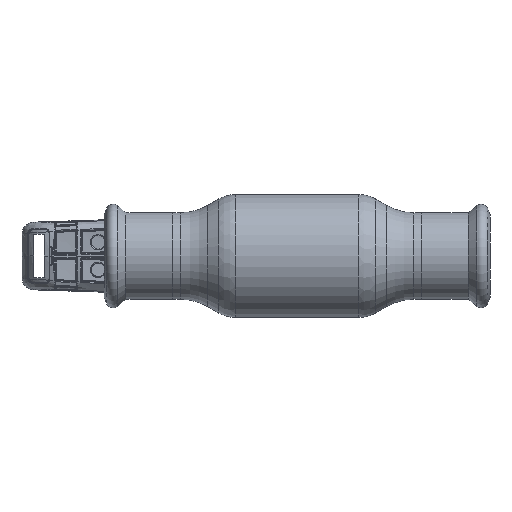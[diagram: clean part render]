
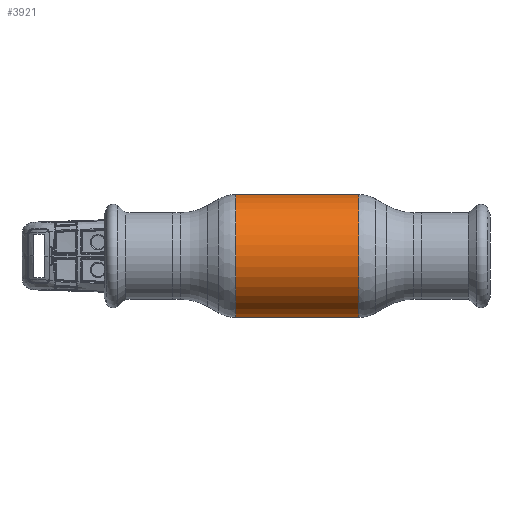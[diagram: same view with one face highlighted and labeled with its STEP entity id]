
A CAD part, front view. The second image highlights one B-rep face of the part: STEP entity #3921.
In plain terms, the highlighted cylindrical face has radius 22.25 mm (diameter 44.5 mm), a partial arc.
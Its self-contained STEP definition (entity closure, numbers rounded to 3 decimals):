
#490 = AXIS2_PLACEMENT_3D ( 'NONE', #54325, #24926, #44685 ) ;
#722 = CARTESIAN_POINT ( 'NONE',  ( 22.285, 0., -22.25 ) ) ;
#2069 = VERTEX_POINT ( 'NONE', #16615 ) ;
#3921 = ADVANCED_FACE ( 'NONE', ( #39520 ), #38732, .T. ) ;
#5530 = ORIENTED_EDGE ( 'NONE', *, *, #40190, .F. ) ;
#7461 = CARTESIAN_POINT ( 'NONE',  ( -22.285, 0., 22.25 ) ) ;
#9154 = DIRECTION ( 'NONE',  ( 0., 0., 1. ) ) ;
#12050 = EDGE_CURVE ( 'NONE', #44019, #46661, #40117, .T. ) ;
#13699 = CARTESIAN_POINT ( 'NONE',  ( -62.69, 0., 0. ) ) ;
#16615 = CARTESIAN_POINT ( 'NONE',  ( 22.285, 0., 22.25 ) ) ;
#24926 = DIRECTION ( 'NONE',  ( -1., 0., 0. ) ) ;
#27886 = CIRCLE ( 'NONE', #490, 22.25 ) ;
#30287 = ORIENTED_EDGE ( 'NONE', *, *, #12050, .F. ) ;
#31717 = AXIS2_PLACEMENT_3D ( 'NONE', #13699, #43542, #9154 ) ;
#32171 = EDGE_CURVE ( 'NONE', #2069, #56824, #34328, .T. ) ;
#33255 = ORIENTED_EDGE ( 'NONE', *, *, #45265, .T. ) ;
#34328 = LINE ( 'NONE', #48622, #55839 ) ;
#37065 = DIRECTION ( 'NONE',  ( -1., 0., 0. ) ) ;
#38732 = CYLINDRICAL_SURFACE ( 'NONE', #31717, 22.25 ) ;
#39264 = DIRECTION ( 'NONE',  ( -1., 0., 0. ) ) ;
#39520 = FACE_OUTER_BOUND ( 'NONE', #45624, .T. ) ;
#40117 = LINE ( 'NONE', #51900, #50921 ) ;
#40190 = EDGE_CURVE ( 'NONE', #46661, #56824, #62472, .T. ) ;
#43542 = DIRECTION ( 'NONE',  ( -1., 0., 0. ) ) ;
#44019 = VERTEX_POINT ( 'NONE', #722 ) ;
#44685 = DIRECTION ( 'NONE',  ( 0., 0., 1. ) ) ;
#45265 = EDGE_CURVE ( 'NONE', #44019, #2069, #27886, .T. ) ;
#45624 = EDGE_LOOP ( 'NONE', ( #30287, #33255, #54986, #5530 ) ) ;
#46661 = VERTEX_POINT ( 'NONE', #57153 ) ;
#48622 = CARTESIAN_POINT ( 'NONE',  ( -62.69, 0., 22.25 ) ) ;
#50921 = VECTOR ( 'NONE', #37065, 1000. ) ;
#51900 = CARTESIAN_POINT ( 'NONE',  ( -62.69, 0., -22.25 ) ) ;
#53210 = DIRECTION ( 'NONE',  ( 0., 0., 1. ) ) ;
#54325 = CARTESIAN_POINT ( 'NONE',  ( 22.285, 0., 0. ) ) ;
#54986 = ORIENTED_EDGE ( 'NONE', *, *, #32171, .T. ) ;
#55839 = VECTOR ( 'NONE', #57817, 1000. ) ;
#56824 = VERTEX_POINT ( 'NONE', #7461 ) ;
#57153 = CARTESIAN_POINT ( 'NONE',  ( -22.285, 0., -22.25 ) ) ;
#57817 = DIRECTION ( 'NONE',  ( -1., 0., 0. ) ) ;
#58775 = CARTESIAN_POINT ( 'NONE',  ( -22.285, 0., 0. ) ) ;
#59536 = AXIS2_PLACEMENT_3D ( 'NONE', #58775, #39264, #53210 ) ;
#62472 = CIRCLE ( 'NONE', #59536, 22.25 ) ;
